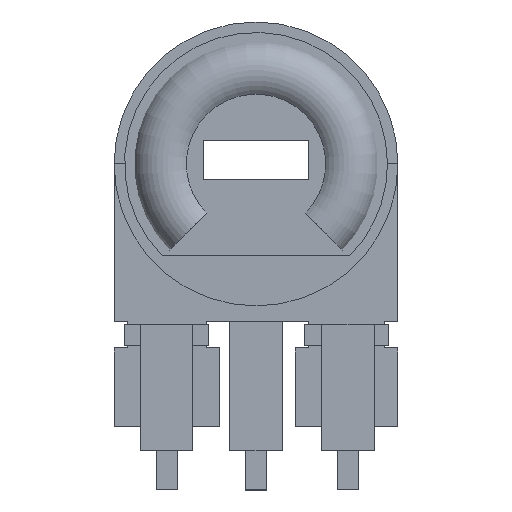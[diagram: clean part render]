
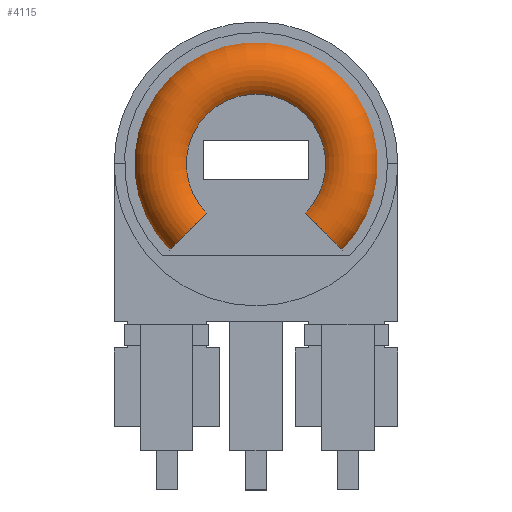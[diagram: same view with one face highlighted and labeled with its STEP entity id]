
A CAD part, top view. The second image highlights one B-rep face of the part: STEP entity #4115.
In plain terms, the highlighted toroidal (fillet/blend) face has major radius 3.5 mm and minor radius 1.2 mm.
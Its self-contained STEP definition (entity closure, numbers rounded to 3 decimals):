
#4115 = ADVANCED_FACE('',(#4116),#4131,.T.);
#4116 = FACE_BOUND('',#4117,.F.);
#4117 = EDGE_LOOP('',(#4118,#4142,#4171,#4188));
#4118 = ORIENTED_EDGE('',*,*,#4119,.T.);
#4119 = EDGE_CURVE('',#4120,#4122,#4124,.T.);
#4120 = VERTEX_POINT('',#4121);
#4121 = CARTESIAN_POINT('',(1.875,-1.875,
    2.249));
#4122 = VERTEX_POINT('',#4123);
#4123 = CARTESIAN_POINT('',(-1.875,-1.875,
    2.249));
#4124 = SURFACE_CURVE('',#4125,(#4130),.PCURVE_S1.);
#4125 = CIRCLE('',#4126,2.651);
#4126 = AXIS2_PLACEMENT_3D('',#4127,#4128,#4129);
#4127 = CARTESIAN_POINT('',(0.,0.,2.249));
#4128 = DIRECTION('',(-0.,0.,1.));
#4129 = DIRECTION('',(0.707,-0.707,0.));
#4130 = PCURVE('',#4131,#4136);
#4131 = TOROIDAL_SURFACE('',#4132,3.5,1.2);
#4132 = AXIS2_PLACEMENT_3D('',#4133,#4134,#4135);
#4133 = CARTESIAN_POINT('',(0.,0.,1.4));
#4134 = DIRECTION('',(-0.,0.,-1.));
#4135 = DIRECTION('',(0.707,-0.707,0.));
#4136 = DEFINITIONAL_REPRESENTATION('',(#4137),#4141);
#4137 = LINE('',#4138,#4139);
#4138 = CARTESIAN_POINT('',(-0.,3.927));
#4139 = VECTOR('',#4140,1.);
#4140 = DIRECTION('',(-1.,0.));
#4141 = ( GEOMETRIC_REPRESENTATION_CONTEXT(2) 
PARAMETRIC_REPRESENTATION_CONTEXT() REPRESENTATION_CONTEXT('2D SPACE',''
  ) );
#4142 = ORIENTED_EDGE('',*,*,#4143,.T.);
#4143 = EDGE_CURVE('',#4122,#4144,#4146,.T.);
#4144 = VERTEX_POINT('',#4145);
#4145 = CARTESIAN_POINT('',(-3.323,-3.323,1.4));
#4146 = SURFACE_CURVE('',#4147,(#4152,#4159),.PCURVE_S1.);
#4147 = CIRCLE('',#4148,1.2);
#4148 = AXIS2_PLACEMENT_3D('',#4149,#4150,#4151);
#4149 = CARTESIAN_POINT('',(-2.475,-2.475,1.4));
#4150 = DIRECTION('',(0.707,-0.707,0.));
#4151 = DIRECTION('',(-0.707,-0.707,0.));
#4152 = PCURVE('',#4131,#4153);
#4153 = DEFINITIONAL_REPRESENTATION('',(#4154),#4158);
#4154 = LINE('',#4155,#4156);
#4155 = CARTESIAN_POINT('',(-4.712,0.));
#4156 = VECTOR('',#4157,1.);
#4157 = DIRECTION('',(-0.,1.));
#4158 = ( GEOMETRIC_REPRESENTATION_CONTEXT(2) 
PARAMETRIC_REPRESENTATION_CONTEXT() REPRESENTATION_CONTEXT('2D SPACE',''
  ) );
#4159 = PCURVE('',#4160,#4165);
#4160 = PLANE('',#4161);
#4161 = AXIS2_PLACEMENT_3D('',#4162,#4163,#4164);
#4162 = CARTESIAN_POINT('',(-2.716,-2.716,2.224
    ));
#4163 = DIRECTION('',(0.707,-0.707,0.));
#4164 = DIRECTION('',(0.,0.,1.));
#4165 = DEFINITIONAL_REPRESENTATION('',(#4166),#4170);
#4166 = CIRCLE('',#4167,1.2);
#4167 = AXIS2_PLACEMENT_2D('',#4168,#4169);
#4168 = CARTESIAN_POINT('',(-0.824,-0.341));
#4169 = DIRECTION('',(0.,1.));
#4170 = ( GEOMETRIC_REPRESENTATION_CONTEXT(2) 
PARAMETRIC_REPRESENTATION_CONTEXT() REPRESENTATION_CONTEXT('2D SPACE',''
  ) );
#4171 = ORIENTED_EDGE('',*,*,#4172,.F.);
#4172 = EDGE_CURVE('',#4173,#4144,#4175,.T.);
#4173 = VERTEX_POINT('',#4174);
#4174 = CARTESIAN_POINT('',(3.323,-3.323,1.4));
#4175 = SURFACE_CURVE('',#4176,(#4181),.PCURVE_S1.);
#4176 = CIRCLE('',#4177,4.7);
#4177 = AXIS2_PLACEMENT_3D('',#4178,#4179,#4180);
#4178 = CARTESIAN_POINT('',(0.,0.,1.4));
#4179 = DIRECTION('',(-0.,0.,1.));
#4180 = DIRECTION('',(0.707,-0.707,0.));
#4181 = PCURVE('',#4131,#4182);
#4182 = DEFINITIONAL_REPRESENTATION('',(#4183),#4187);
#4183 = LINE('',#4184,#4185);
#4184 = CARTESIAN_POINT('',(-0.,6.283));
#4185 = VECTOR('',#4186,1.);
#4186 = DIRECTION('',(-1.,0.));
#4187 = ( GEOMETRIC_REPRESENTATION_CONTEXT(2) 
PARAMETRIC_REPRESENTATION_CONTEXT() REPRESENTATION_CONTEXT('2D SPACE',''
  ) );
#4188 = ORIENTED_EDGE('',*,*,#4189,.F.);
#4189 = EDGE_CURVE('',#4120,#4173,#4190,.T.);
#4190 = SURFACE_CURVE('',#4191,(#4196,#4203),.PCURVE_S1.);
#4191 = CIRCLE('',#4192,1.2);
#4192 = AXIS2_PLACEMENT_3D('',#4193,#4194,#4195);
#4193 = CARTESIAN_POINT('',(2.475,-2.475,1.4));
#4194 = DIRECTION('',(0.707,0.707,0.));
#4195 = DIRECTION('',(0.707,-0.707,0.));
#4196 = PCURVE('',#4131,#4197);
#4197 = DEFINITIONAL_REPRESENTATION('',(#4198),#4202);
#4198 = LINE('',#4199,#4200);
#4199 = CARTESIAN_POINT('',(-0.,0.));
#4200 = VECTOR('',#4201,1.);
#4201 = DIRECTION('',(-0.,1.));
#4202 = ( GEOMETRIC_REPRESENTATION_CONTEXT(2) 
PARAMETRIC_REPRESENTATION_CONTEXT() REPRESENTATION_CONTEXT('2D SPACE',''
  ) );
#4203 = PCURVE('',#4204,#4209);
#4204 = PLANE('',#4205);
#4205 = AXIS2_PLACEMENT_3D('',#4206,#4207,#4208);
#4206 = CARTESIAN_POINT('',(2.716,-2.716,2.224)
  );
#4207 = DIRECTION('',(0.707,0.707,0.));
#4208 = DIRECTION('',(0.,-0.,1.));
#4209 = DEFINITIONAL_REPRESENTATION('',(#4210),#4214);
#4210 = CIRCLE('',#4211,1.2);
#4211 = AXIS2_PLACEMENT_2D('',#4212,#4213);
#4212 = CARTESIAN_POINT('',(-0.824,-0.341));
#4213 = DIRECTION('',(0.,1.));
#4214 = ( GEOMETRIC_REPRESENTATION_CONTEXT(2) 
PARAMETRIC_REPRESENTATION_CONTEXT() REPRESENTATION_CONTEXT('2D SPACE',''
  ) );
